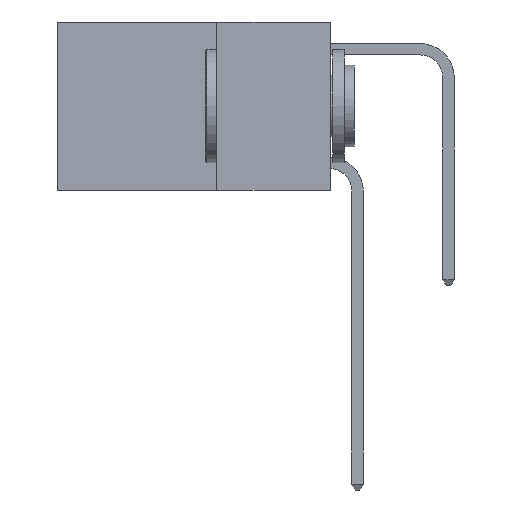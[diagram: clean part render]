
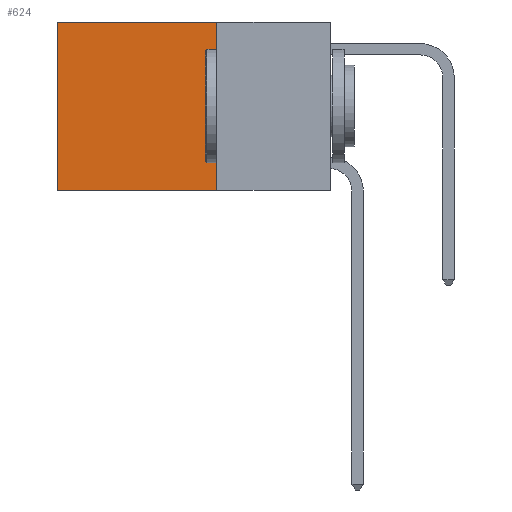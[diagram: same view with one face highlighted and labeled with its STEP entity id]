
A CAD part, left-side view. The second image highlights one B-rep face of the part: STEP entity #624.
In plain terms, the highlighted planar face has unit normal (-1, 0, 0).
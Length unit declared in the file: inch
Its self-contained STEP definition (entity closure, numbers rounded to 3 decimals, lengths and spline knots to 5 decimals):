
#20 = VECTOR ( 'NONE', #2138, 39.37008 ) ;
#440 = EDGE_LOOP ( 'NONE', ( #11089, #698, #3517, #8817 ) ) ;
#533 = VERTEX_POINT ( 'NONE', #8307 ) ;
#624 = ADVANCED_FACE ( 'NONE', ( #10305 ), #906, .F. ) ;
#698 = ORIENTED_EDGE ( 'NONE', *, *, #10219, .F. ) ;
#906 = PLANE ( 'NONE',  #3478 ) ;
#946 = VERTEX_POINT ( 'NONE', #1054 ) ;
#1054 = CARTESIAN_POINT ( 'NONE',  ( 0.2625, 0.6, 0. ) ) ;
#1998 = VERTEX_POINT ( 'NONE', #12101 ) ;
#2138 = DIRECTION ( 'NONE',  ( 0., 1., 0. ) ) ;
#2330 = DIRECTION ( 'NONE',  ( 1., 0., 0. ) ) ;
#2738 = VERTEX_POINT ( 'NONE', #6184 ) ;
#3282 = CARTESIAN_POINT ( 'NONE',  ( 0.2625, 0.6, 0. ) ) ;
#3478 = AXIS2_PLACEMENT_3D ( 'NONE', #3985, #2330, #11896 ) ;
#3517 = ORIENTED_EDGE ( 'NONE', *, *, #5845, .F. ) ;
#3698 = EDGE_CURVE ( 'NONE', #946, #533, #7195, .T. ) ;
#3985 = CARTESIAN_POINT ( 'NONE',  ( 0.2625, 0.25, 0. ) ) ;
#4044 = VECTOR ( 'NONE', #5166, 39.37008 ) ;
#5166 = DIRECTION ( 'NONE',  ( 0., 1., 0. ) ) ;
#5296 = DIRECTION ( 'NONE',  ( 0., 0., -1. ) ) ;
#5346 = CARTESIAN_POINT ( 'NONE',  ( 0.2625, 0.25, 0. ) ) ;
#5716 = EDGE_CURVE ( 'NONE', #1998, #946, #6709, .T. ) ;
#5845 = EDGE_CURVE ( 'NONE', #1998, #2738, #11600, .T. ) ;
#6184 = CARTESIAN_POINT ( 'NONE',  ( 0.2625, 0.25, -0.37 ) ) ;
#6265 = VECTOR ( 'NONE', #5296, 39.37008 ) ;
#6351 = DIRECTION ( 'NONE',  ( 0., 0., -1. ) ) ;
#6709 = LINE ( 'NONE', #8124, #4044 ) ;
#7129 = CARTESIAN_POINT ( 'NONE',  ( 0.2625, 0.25, -0.37 ) ) ;
#7195 = LINE ( 'NONE', #3282, #6265 ) ;
#7935 = LINE ( 'NONE', #7129, #20 ) ;
#8090 = VECTOR ( 'NONE', #6351, 39.37008 ) ;
#8124 = CARTESIAN_POINT ( 'NONE',  ( 0.2625, 0.25, 0. ) ) ;
#8307 = CARTESIAN_POINT ( 'NONE',  ( 0.2625, 0.6, -0.37 ) ) ;
#8817 = ORIENTED_EDGE ( 'NONE', *, *, #5716, .T. ) ;
#10219 = EDGE_CURVE ( 'NONE', #2738, #533, #7935, .T. ) ;
#10305 = FACE_OUTER_BOUND ( 'NONE', #440, .T. ) ;
#11089 = ORIENTED_EDGE ( 'NONE', *, *, #3698, .T. ) ;
#11600 = LINE ( 'NONE', #5346, #8090 ) ;
#11896 = DIRECTION ( 'NONE',  ( 0., 0., -1. ) ) ;
#12101 = CARTESIAN_POINT ( 'NONE',  ( 0.2625, 0.25, 0. ) ) ;
